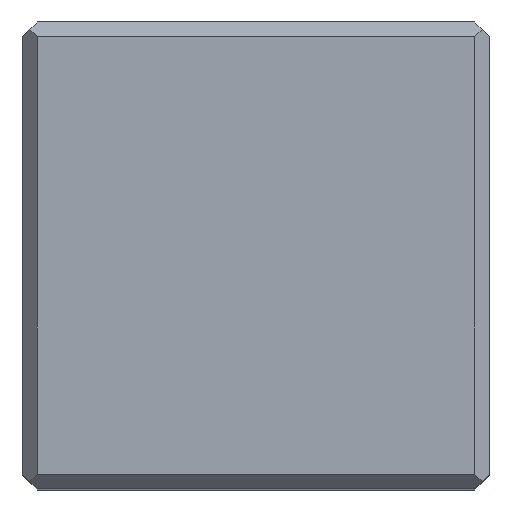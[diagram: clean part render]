
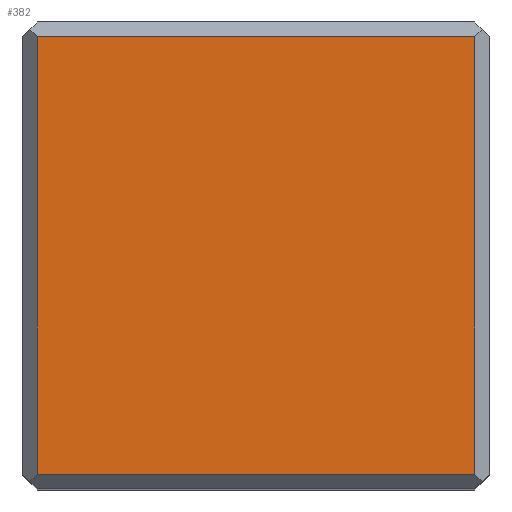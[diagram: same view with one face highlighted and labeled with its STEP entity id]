
A CAD part, top view. The second image highlights one B-rep face of the part: STEP entity #382.
In plain terms, the highlighted planar face has unit normal (0, 0, 1).
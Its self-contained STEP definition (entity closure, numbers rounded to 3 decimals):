
#132 = VERTEX_POINT('',#133);
#133 = CARTESIAN_POINT('',(-1.49,1.49,7.57));
#150 = VERTEX_POINT('',#151);
#151 = CARTESIAN_POINT('',(1.49,1.49,7.57));
#157 = EDGE_CURVE('',#132,#150,#158,.T.);
#158 = LINE('',#159,#160);
#159 = CARTESIAN_POINT('',(-1.59,1.49,7.57));
#160 = VECTOR('',#161,1.);
#161 = DIRECTION('',(1.,0.,0.));
#261 = VERTEX_POINT('',#262);
#262 = CARTESIAN_POINT('',(-1.49,-1.49,7.57));
#277 = EDGE_CURVE('',#261,#132,#278,.T.);
#278 = LINE('',#279,#280);
#279 = CARTESIAN_POINT('',(-1.49,-1.59,7.57));
#280 = VECTOR('',#281,1.);
#281 = DIRECTION('',(0.,1.,0.));
#382 = ADVANCED_FACE('',(#383),#401,.T.);
#383 = FACE_BOUND('',#384,.T.);
#384 = EDGE_LOOP('',(#385,#386,#387,#395));
#385 = ORIENTED_EDGE('',*,*,#157,.F.);
#386 = ORIENTED_EDGE('',*,*,#277,.F.);
#387 = ORIENTED_EDGE('',*,*,#388,.F.);
#388 = EDGE_CURVE('',#389,#261,#391,.T.);
#389 = VERTEX_POINT('',#390);
#390 = CARTESIAN_POINT('',(1.49,-1.49,7.57));
#391 = LINE('',#392,#393);
#392 = CARTESIAN_POINT('',(1.59,-1.49,7.57));
#393 = VECTOR('',#394,1.);
#394 = DIRECTION('',(-1.,0.,0.));
#395 = ORIENTED_EDGE('',*,*,#396,.F.);
#396 = EDGE_CURVE('',#150,#389,#397,.T.);
#397 = LINE('',#398,#399);
#398 = CARTESIAN_POINT('',(1.49,1.59,7.57));
#399 = VECTOR('',#400,1.);
#400 = DIRECTION('',(0.,-1.,0.));
#401 = PLANE('',#402);
#402 = AXIS2_PLACEMENT_3D('',#403,#404,#405);
#403 = CARTESIAN_POINT('',(-1.59,1.59,7.57));
#404 = DIRECTION('',(0.,0.,1.));
#405 = DIRECTION('',(1.,0.,0.));
